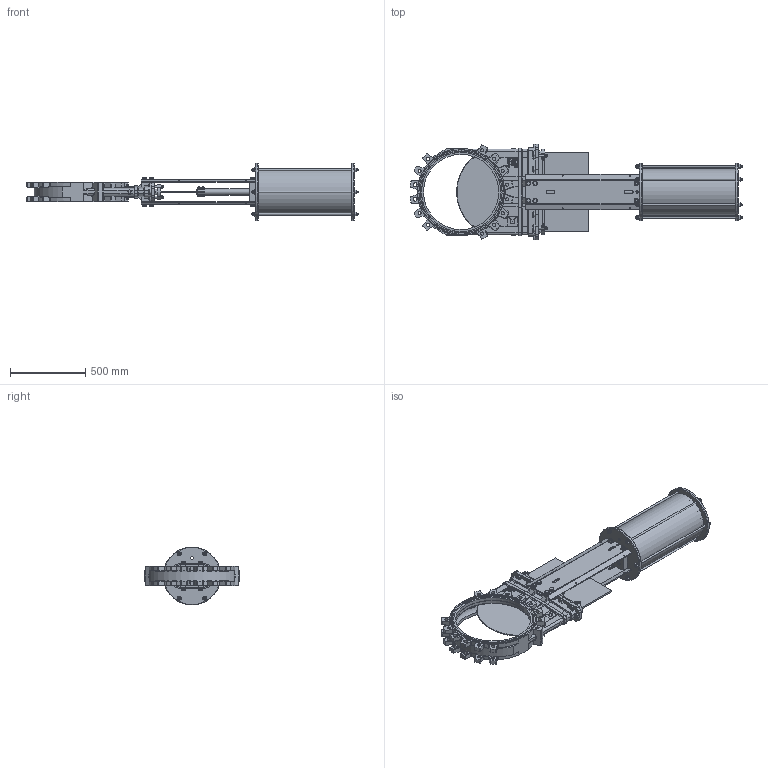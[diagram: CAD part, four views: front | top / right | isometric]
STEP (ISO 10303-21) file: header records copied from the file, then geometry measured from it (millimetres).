
FILE_DESCRIPTION(/* description */ (''),/* implementation_level */ '2;1');
FILE_NAME(/* name */ 'WGP25N-DN500_105837.step',/* time_stamp */ '2025-07-11T10:05:51+02:00',/* author */ (''),/* organization */ (''),/* preprocessor_version */ 'ST-DEVELOPER v20.1',/* originating_system */ 'Autodesk Translation Framework v14.10.0.0',/* authorisation */ '');
FILE_SCHEMA (('AUTOMOTIVE_DESIGN { 1 0 10303 214 3 1 1 }'));
Products named in the file (29): WGP25N-DN500_105837; WGS-BO-GG-SOF-500-K; WGS-BR-CS-F-500; WGS-GL-GG-500; DIN 125 - A 15_1; DIN 125 - A 15_2; DIN 125 - A 15_3; DIN 125 - A 15_4; WGS-KN-xxx-500; WGS-PL-PD-AL-500-K; WGS-PL-PD-AL-500-1-K; WGS-PL-PD-AL-500-2-K; DIN 912 - M16 X 2 X 45 X 40; WGS-ZY-AL-300-500; WGS-CO-PD-AL-500-K; WGS-ST-PD-500; WGS-WA-S-660x460x030; DIN 912 - M4 X 0,7 X 6 X 4,25; DIN 125 - A 17; DIN 933 - M16  x 30; DIN 931-1 - M16 X 160; DIN 125 - A 13; DIN 933 - M12  X 55; DIN 125 - A 15; WGS-ZB-ST-500; DIN 934 - M16 X 2; WGS-WA-B-500x400x550; DIN 934 - M12 X 1,75; DIN 835 - M12 X 65 - 1,75
Assembly tree (107 placements, depth 3):
  WGP25N-DN500_105837
    WGS-BO-GG-SOF-500-K
    WGS-BR-CS-F-500  x2
    WGS-GL-GG-500
    DIN 125 - A 15  x16
    DIN 125 - A 15_1
    DIN 125 - A 15_2
    DIN 125 - A 15_3
    DIN 125 - A 15_4
    DIN 934 - M12 X 1,75  x10
    WGS-KN-xxx-500
    WGS-PL-PD-AL-500-K
      WGS-PL-PD-AL-500-1-K
      WGS-PL-PD-AL-500-2-K
      DIN 912 - M16 X 2 X 45 X 40  x4
    WGS-ZY-AL-300-500
    WGS-CO-PD-AL-500-K
    WGS-ST-PD-500
    WGS-WA-S-660x460x030
    DIN 912 - M4 X 0,7 X 6 X 4,25  x4
    DIN 125 - A 17  x12
    DIN 933 - M16  x 30  x8
    DIN 931-1 - M16 X 160  x2
    DIN 934 - M16 X 2  x14
    DIN 125 - A 13  x4
    DIN 933 - M12  X 55  x2
    WGS-ZB-ST-500  x6
    WGS-WA-B-500x400x550
    DIN 835 - M12 X 65 - 1,75  x8
Bounding box: 2206.51 x 635 x 384 mm (x, y, z)
Volume: 37931940.2 mm3; surface area: 5783476.6 mm2
Topology: 106 solids, 106 shells, 2860 faces, 6932 edges, 4365 vertices
Faces by surface type: plane 1335, cylinder 714, bspline 343, cone 328, torus 112, sphere 28
Full cylindrical faces by diameter (mm): 3.242 x4, 4 x4, 4.5 x4, 6.647 x8, 7 x4, 9.376 x8, 10.106 x10, 11.053 x2, 12 x16, 12.5 x10, 13 x4, 13.835 x26, 14 x14, 14.917 x8, 15 x20, 16 x14, 16.2 x1, 16.5 x14, 17 x12, 17.2 x2, 17.5 x4, 18.631 x2, 20.752 x24, 22 x8, 22.5 x2, 24 x8, 26 x8, 28 x20, 30 x13, 40 x2
Entity records: 70311 total; most frequent: CARTESIAN_POINT 20054, ORIENTED_EDGE 10460, DIRECTION 9783, EDGE_CURVE 5230, AXIS2_PLACEMENT_3D 3470, VERTEX_POINT 3331, LINE 2843, VECTOR 2843
